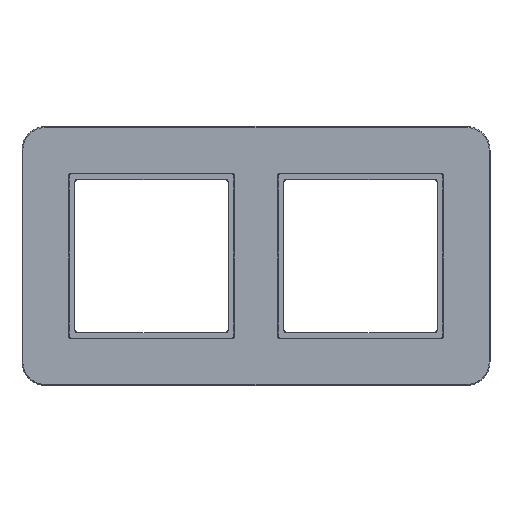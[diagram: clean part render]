
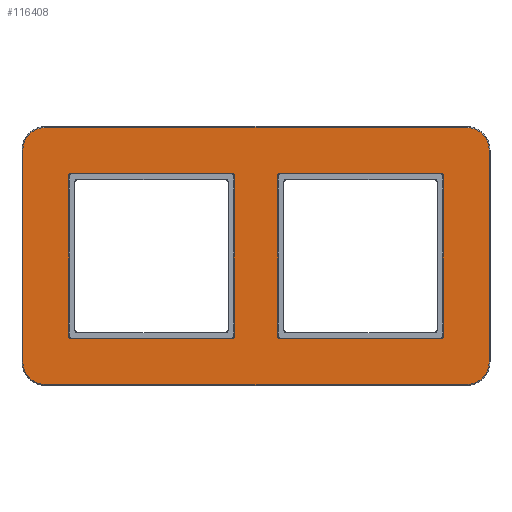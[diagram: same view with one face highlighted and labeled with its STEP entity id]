
A CAD part, top view. The second image highlights one B-rep face of the part: STEP entity #116408.
In plain terms, the highlighted face is planar.
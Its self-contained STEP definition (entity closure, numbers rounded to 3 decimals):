
#115470=DIRECTION('',(0.,0.,-1.));
#115471=VECTOR('',#115470,54.6);
#115472=CARTESIAN_POINT('',(28.1,10.,27.3));
#115473=LINE('8985',#115472,#115471);
#115477=CARTESIAN_POINT('',(27.3,10.,-27.3));
#115478=DIRECTION('',(0.,-1.,0.));
#115479=DIRECTION('',(0.,0.,-1.));
#115480=AXIS2_PLACEMENT_3D('',#115477,#115478,#115479);
#115485=DIRECTION('',(-1.,0.,0.));
#115486=VECTOR('',#115485,54.6);
#115487=CARTESIAN_POINT('',(27.3,10.,-28.1));
#115488=LINE('8987',#115487,#115486);
#115492=CARTESIAN_POINT('',(-27.3,10.,-27.3));
#115493=DIRECTION('',(0.,-1.,0.));
#115494=DIRECTION('',(-1.,0.,0.));
#115495=AXIS2_PLACEMENT_3D('',#115492,#115493,#115494);
#115500=DIRECTION('',(0.,0.,1.));
#115501=VECTOR('',#115500,54.6);
#115502=CARTESIAN_POINT('',(-28.1,10.,-27.3));
#115503=LINE('8988',#115502,#115501);
#115507=CARTESIAN_POINT('',(-27.3,10.,27.3));
#115508=DIRECTION('',(0.,-1.,0.));
#115509=DIRECTION('',(0.,0.,1.));
#115510=AXIS2_PLACEMENT_3D('',#115507,#115508,#115509);
#115515=DIRECTION('',(1.,0.,0.));
#115516=VECTOR('',#115515,54.6);
#115517=CARTESIAN_POINT('',(-27.3,10.,28.1));
#115518=LINE('8989',#115517,#115516);
#115522=CARTESIAN_POINT('',(27.3,10.,27.3));
#115523=DIRECTION('',(0.,-1.,0.));
#115524=DIRECTION('',(1.,0.,0.));
#115525=AXIS2_PLACEMENT_3D('',#115522,#115523,#115524);
#115530=DIRECTION('',(0.,0.,-1.));
#115531=VECTOR('',#115530,54.6);
#115532=CARTESIAN_POINT('',(42.9,10.,27.3));
#115533=LINE('8986',#115532,#115531);
#115537=CARTESIAN_POINT('',(43.7,10.,27.3));
#115538=DIRECTION('',(0.,1.,0.));
#115539=DIRECTION('',(-1.,0.,0.));
#115540=AXIS2_PLACEMENT_3D('',#115537,#115538,#115539);
#115545=DIRECTION('',(-1.,0.,0.));
#115546=VECTOR('',#115545,54.6);
#115547=CARTESIAN_POINT('',(98.3,10.,28.1));
#115548=LINE('8996',#115547,#115546);
#115552=CARTESIAN_POINT('',(98.3,10.,27.3));
#115553=DIRECTION('',(0.,1.,0.));
#115554=DIRECTION('',(0.,0.,1.));
#115555=AXIS2_PLACEMENT_3D('',#115552,#115553,#115554);
#115560=DIRECTION('',(0.,0.,1.));
#115561=VECTOR('',#115560,54.6);
#115562=CARTESIAN_POINT('',(99.1,10.,-27.3));
#115563=LINE('8995',#115562,#115561);
#115567=CARTESIAN_POINT('',(98.3,10.,-27.3));
#115568=DIRECTION('',(0.,1.,0.));
#115569=DIRECTION('',(1.,0.,0.));
#115570=AXIS2_PLACEMENT_3D('',#115567,#115568,#115569);
#115575=DIRECTION('',(1.,0.,0.));
#115576=VECTOR('',#115575,54.6);
#115577=CARTESIAN_POINT('',(43.7,10.,-28.1));
#115578=LINE('8994',#115577,#115576);
#115582=CARTESIAN_POINT('',(43.7,10.,-27.3));
#115583=DIRECTION('',(0.,1.,0.));
#115584=DIRECTION('',(0.,0.,-1.));
#115585=AXIS2_PLACEMENT_3D('',#115582,#115583,#115584);
#115590=DIRECTION('',(1.,0.,0.));
#115591=VECTOR('',#115590,143.);
#115592=CARTESIAN_POINT('',(-36.,10.,43.7));
#115593=LINE('7011',#115592,#115591);
#115597=CARTESIAN_POINT('',(-36.,10.,36.));
#115598=DIRECTION('',(0.,1.,0.));
#115599=DIRECTION('',(-1.,0.,0.));
#115600=AXIS2_PLACEMENT_3D('',#115597,#115598,#115599);
#115605=DIRECTION('',(0.,0.,1.));
#115606=VECTOR('',#115605,72.);
#115607=CARTESIAN_POINT('',(-43.7,10.,-36.));
#115608=LINE('7023',#115607,#115606);
#115612=CARTESIAN_POINT('',(-36.,10.,-36.));
#115613=DIRECTION('',(0.,1.,0.));
#115614=DIRECTION('',(0.,0.,-1.));
#115615=AXIS2_PLACEMENT_3D('',#115612,#115613,#115614);
#115620=DIRECTION('',(-1.,0.,0.));
#115621=VECTOR('',#115620,143.);
#115622=CARTESIAN_POINT('',(107.,10.,-43.7));
#115623=LINE('7019',#115622,#115621);
#115627=CARTESIAN_POINT('',(107.,10.,-36.));
#115628=DIRECTION('',(0.,1.,0.));
#115629=DIRECTION('',(1.,0.,0.));
#115630=AXIS2_PLACEMENT_3D('',#115627,#115628,#115629);
#115635=DIRECTION('',(0.,0.,-1.));
#115636=VECTOR('',#115635,72.);
#115637=CARTESIAN_POINT('',(114.7,10.,36.));
#115638=LINE('7015',#115637,#115636);
#115642=CARTESIAN_POINT('',(107.,10.,36.));
#115643=DIRECTION('',(0.,1.,0.));
#115644=DIRECTION('',(0.,0.,1.));
#115645=AXIS2_PLACEMENT_3D('',#115642,#115643,#115644);
#115994=CARTESIAN_POINT('',(-36.,10.,43.7));
#115995=CARTESIAN_POINT('',(107.,10.,43.7));
#115996=VERTEX_POINT('',#115994);
#115997=VERTEX_POINT('',#115995);
#116002=CARTESIAN_POINT('',(114.7,10.,36.));
#116003=VERTEX_POINT('',#116002);
#116006=CARTESIAN_POINT('',(114.7,10.,-36.));
#116007=VERTEX_POINT('',#116006);
#116010=CARTESIAN_POINT('',(107.,10.,-43.7));
#116011=VERTEX_POINT('',#116010);
#116014=CARTESIAN_POINT('',(-36.,10.,-43.7));
#116015=VERTEX_POINT('',#116014);
#116018=CARTESIAN_POINT('',(-43.7,10.,-36.));
#116019=VERTEX_POINT('',#116018);
#116022=CARTESIAN_POINT('',(-43.7,10.,36.));
#116023=VERTEX_POINT('',#116022);
#116090=CARTESIAN_POINT('',(28.1,10.,27.3));
#116091=CARTESIAN_POINT('',(28.1,10.,-27.3));
#116092=VERTEX_POINT('',#116090);
#116093=VERTEX_POINT('',#116091);
#116094=CARTESIAN_POINT('',(42.9,10.,27.3));
#116095=CARTESIAN_POINT('',(42.9,10.,-27.3));
#116096=VERTEX_POINT('',#116094);
#116097=VERTEX_POINT('',#116095);
#116098=CARTESIAN_POINT('',(27.3,10.,-28.1));
#116099=CARTESIAN_POINT('',(-27.3,10.,-28.1));
#116100=VERTEX_POINT('',#116098);
#116101=VERTEX_POINT('',#116099);
#116102=CARTESIAN_POINT('',(-28.1,10.,-27.3));
#116103=CARTESIAN_POINT('',(-28.1,10.,27.3));
#116104=VERTEX_POINT('',#116102);
#116105=VERTEX_POINT('',#116103);
#116106=CARTESIAN_POINT('',(-27.3,10.,28.1));
#116107=CARTESIAN_POINT('',(27.3,10.,28.1));
#116108=VERTEX_POINT('',#116106);
#116109=VERTEX_POINT('',#116107);
#116110=CARTESIAN_POINT('',(43.7,10.,-28.1));
#116111=CARTESIAN_POINT('',(98.3,10.,-28.1));
#116112=VERTEX_POINT('',#116110);
#116113=VERTEX_POINT('',#116111);
#116114=CARTESIAN_POINT('',(99.1,10.,-27.3));
#116115=CARTESIAN_POINT('',(99.1,10.,27.3));
#116116=VERTEX_POINT('',#116114);
#116117=VERTEX_POINT('',#116115);
#116118=CARTESIAN_POINT('',(98.3,10.,28.1));
#116119=CARTESIAN_POINT('',(43.7,10.,28.1));
#116120=VERTEX_POINT('',#116118);
#116121=VERTEX_POINT('',#116119);
#116357=CARTESIAN_POINT('',(0.,10.,0.));
#116358=DIRECTION('',(0.,1.,0.));
#116359=DIRECTION('',(0.,0.,1.));
#116360=AXIS2_PLACEMENT_3D('',#116357,#116358,#116359);
#116361=PLANE('5553',#116360);
#116363=ORIENTED_EDGE('7011',*,*,#116362,.F.);
#116365=ORIENTED_EDGE('7025',*,*,#116364,.F.);
#116367=ORIENTED_EDGE('7023',*,*,#116366,.F.);
#116369=ORIENTED_EDGE('7021',*,*,#116368,.F.);
#116371=ORIENTED_EDGE('7019',*,*,#116370,.F.);
#116373=ORIENTED_EDGE('7017',*,*,#116372,.F.);
#116375=ORIENTED_EDGE('7015',*,*,#116374,.F.);
#116377=ORIENTED_EDGE('7013',*,*,#116376,.F.);
#116378=EDGE_LOOP('5553',(#116363,#116365,#116367,#116369,#116371,#116373,
#116375,#116377));
#116379=FACE_OUTER_BOUND('5553',#116378,.F.);
#116381=ORIENTED_EDGE('8986',*,*,#116380,.F.);
#116383=ORIENTED_EDGE('8998',*,*,#116382,.T.);
#116385=ORIENTED_EDGE('8996',*,*,#116384,.F.);
#116387=ORIENTED_EDGE('8999',*,*,#116386,.T.);
#116389=ORIENTED_EDGE('8995',*,*,#116388,.F.);
#116391=ORIENTED_EDGE('9000',*,*,#116390,.T.);
#116393=ORIENTED_EDGE('8994',*,*,#116392,.F.);
#116395=ORIENTED_EDGE('8997',*,*,#116394,.T.);
#116396=EDGE_LOOP('5553',(#116381,#116383,#116385,#116387,#116389,#116391,
#116393,#116395));
#116397=FACE_BOUND('5553',#116396,.F.);
#116398=ORIENTED_EDGE('8985',*,*,#116197,.T.);
#116399=ORIENTED_EDGE('8990',*,*,#116219,.F.);
#116400=ORIENTED_EDGE('8987',*,*,#116240,.T.);
#116401=ORIENTED_EDGE('8993',*,*,#116261,.F.);
#116402=ORIENTED_EDGE('8988',*,*,#116282,.T.);
#116403=ORIENTED_EDGE('8992',*,*,#116303,.F.);
#116404=ORIENTED_EDGE('8989',*,*,#116324,.T.);
#116405=ORIENTED_EDGE('8991',*,*,#116344,.F.);
#116406=EDGE_LOOP('5553',(#116398,#116399,#116400,#116401,#116402,#116403,
#116404,#116405));
#116407=FACE_BOUND('5553',#116406,.F.);
#116408=ADVANCED_FACE('5553',(#116379,#116397,#116407),#116361,.T.);
#115481=CIRCLE('8990',#115480,0.8);
#115496=CIRCLE('8993',#115495,0.8);
#115511=CIRCLE('8992',#115510,0.8);
#115526=CIRCLE('8991',#115525,0.8);
#115541=CIRCLE('8998',#115540,0.8);
#115556=CIRCLE('8999',#115555,0.8);
#115571=CIRCLE('9000',#115570,0.8);
#115586=CIRCLE('8997',#115585,0.8);
#115601=CIRCLE('7025',#115600,7.7);
#115616=CIRCLE('7021',#115615,7.7);
#115631=CIRCLE('7017',#115630,7.7);
#115646=CIRCLE('7013',#115645,7.7);
#116197=EDGE_CURVE('8985',#116092,#116093,#115473,.T.);
#116219=EDGE_CURVE('8990',#116100,#116093,#115481,.T.);
#116240=EDGE_CURVE('8987',#116100,#116101,#115488,.T.);
#116261=EDGE_CURVE('8993',#116104,#116101,#115496,.T.);
#116282=EDGE_CURVE('8988',#116104,#116105,#115503,.T.);
#116303=EDGE_CURVE('8992',#116108,#116105,#115511,.T.);
#116324=EDGE_CURVE('8989',#116108,#116109,#115518,.T.);
#116344=EDGE_CURVE('8991',#116092,#116109,#115526,.T.);
#116362=EDGE_CURVE('7011',#115996,#115997,#115593,.T.);
#116364=EDGE_CURVE('7025',#116023,#115996,#115601,.T.);
#116366=EDGE_CURVE('7023',#116019,#116023,#115608,.T.);
#116368=EDGE_CURVE('7021',#116015,#116019,#115616,.T.);
#116370=EDGE_CURVE('7019',#116011,#116015,#115623,.T.);
#116372=EDGE_CURVE('7017',#116007,#116011,#115631,.T.);
#116374=EDGE_CURVE('7015',#116003,#116007,#115638,.T.);
#116376=EDGE_CURVE('7013',#115997,#116003,#115646,.T.);
#116380=EDGE_CURVE('8986',#116096,#116097,#115533,.T.);
#116382=EDGE_CURVE('8998',#116096,#116121,#115541,.T.);
#116384=EDGE_CURVE('8996',#116120,#116121,#115548,.T.);
#116386=EDGE_CURVE('8999',#116120,#116117,#115556,.T.);
#116388=EDGE_CURVE('8995',#116116,#116117,#115563,.T.);
#116390=EDGE_CURVE('9000',#116116,#116113,#115571,.T.);
#116392=EDGE_CURVE('8994',#116112,#116113,#115578,.T.);
#116394=EDGE_CURVE('8997',#116112,#116097,#115586,.T.);
